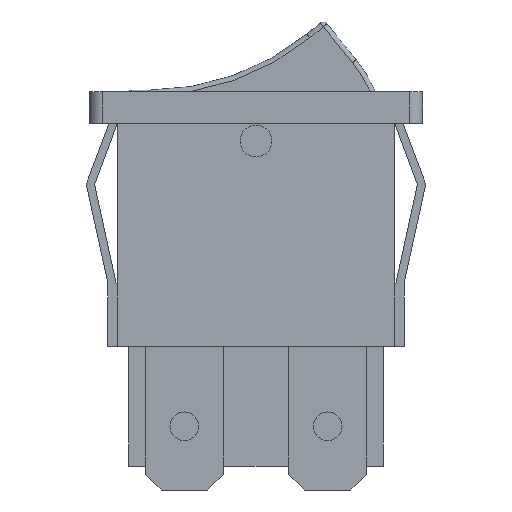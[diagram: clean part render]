
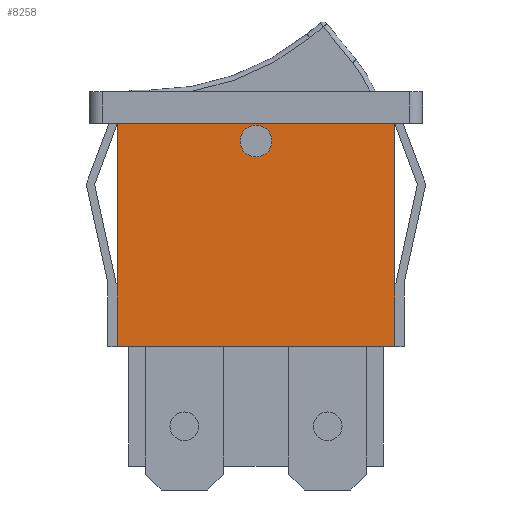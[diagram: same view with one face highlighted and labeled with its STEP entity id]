
A CAD part, front view. The second image highlights one B-rep face of the part: STEP entity #8258.
In plain terms, the highlighted planar face has unit normal (0, -1, 0).
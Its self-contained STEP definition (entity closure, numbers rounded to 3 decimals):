
#5730 = VERTEX_POINT('',#5731);
#5731 = CARTESIAN_POINT('',(-8.7,-6.25,0.));
#5745 = PLANE('',#5746);
#5746 = AXIS2_PLACEMENT_3D('',#5747,#5748,#5749);
#5747 = CARTESIAN_POINT('',(-8.7,6.25,-10.));
#5748 = DIRECTION('',(-1.,0.,0.));
#5749 = DIRECTION('',(0.,0.,1.));
#5773 = PLANE('',#5774);
#5774 = AXIS2_PLACEMENT_3D('',#5775,#5776,#5777);
#5775 = CARTESIAN_POINT('',(0.,0.,0.));
#5776 = DIRECTION('',(-0.,-0.,-1.));
#5777 = DIRECTION('',(-1.,0.,0.));
#5809 = VERTEX_POINT('',#5810);
#5810 = CARTESIAN_POINT('',(8.7,-6.25,0.));
#5847 = PLANE('',#5848);
#5848 = AXIS2_PLACEMENT_3D('',#5849,#5850,#5851);
#5849 = CARTESIAN_POINT('',(8.7,6.25,-10.));
#5850 = DIRECTION('',(-1.,0.,0.));
#5851 = DIRECTION('',(0.,0.,1.));
#7076 = VERTEX_POINT('',#7077);
#7077 = CARTESIAN_POINT('',(8.7,-6.25,-10.));
#7091 = PLANE('',#7092);
#7092 = AXIS2_PLACEMENT_3D('',#7093,#7094,#7095);
#7093 = CARTESIAN_POINT('',(8.7,-2.85,-14.));
#7094 = DIRECTION('',(1.,0.,0.));
#7095 = DIRECTION('',(0.,-1.,0.));
#7103 = EDGE_CURVE('',#7076,#5809,#7104,.T.);
#7104 = SURFACE_CURVE('',#7105,(#7109,#7116),.PCURVE_S1.);
#7105 = LINE('',#7106,#7107);
#7106 = CARTESIAN_POINT('',(8.7,-6.25,-10.));
#7107 = VECTOR('',#7108,1.);
#7108 = DIRECTION('',(0.,0.,1.));
#7109 = PCURVE('',#5847,#7110);
#7110 = DEFINITIONAL_REPRESENTATION('',(#7111),#7115);
#7111 = LINE('',#7112,#7113);
#7112 = CARTESIAN_POINT('',(0.,-12.5));
#7113 = VECTOR('',#7114,1.);
#7114 = DIRECTION('',(1.,0.));
#7115 = ( GEOMETRIC_REPRESENTATION_CONTEXT(2) 
PARAMETRIC_REPRESENTATION_CONTEXT() REPRESENTATION_CONTEXT('2D SPACE',''
  ) );
#7116 = PCURVE('',#7117,#7122);
#7117 = PLANE('',#7118);
#7118 = AXIS2_PLACEMENT_3D('',#7119,#7120,#7121);
#7119 = CARTESIAN_POINT('',(0.,-6.25,-6.22));
#7120 = DIRECTION('',(0.,1.,0.));
#7121 = DIRECTION('',(0.,0.,1.));
#7122 = DEFINITIONAL_REPRESENTATION('',(#7123),#7127);
#7123 = LINE('',#7124,#7125);
#7124 = CARTESIAN_POINT('',(-3.78,8.7));
#7125 = VECTOR('',#7126,1.);
#7126 = DIRECTION('',(1.,0.));
#7127 = ( GEOMETRIC_REPRESENTATION_CONTEXT(2) 
PARAMETRIC_REPRESENTATION_CONTEXT() REPRESENTATION_CONTEXT('2D SPACE',''
  ) );
#7134 = EDGE_CURVE('',#5730,#5809,#7135,.T.);
#7135 = SURFACE_CURVE('',#7136,(#7140,#7147),.PCURVE_S1.);
#7136 = LINE('',#7137,#7138);
#7137 = CARTESIAN_POINT('',(-8.7,-6.25,0.));
#7138 = VECTOR('',#7139,1.);
#7139 = DIRECTION('',(1.,0.,0.));
#7140 = PCURVE('',#5773,#7141);
#7141 = DEFINITIONAL_REPRESENTATION('',(#7142),#7146);
#7142 = LINE('',#7143,#7144);
#7143 = CARTESIAN_POINT('',(8.7,-6.25));
#7144 = VECTOR('',#7145,1.);
#7145 = DIRECTION('',(-1.,0.));
#7146 = ( GEOMETRIC_REPRESENTATION_CONTEXT(2) 
PARAMETRIC_REPRESENTATION_CONTEXT() REPRESENTATION_CONTEXT('2D SPACE',''
  ) );
#7147 = PCURVE('',#7117,#7148);
#7148 = DEFINITIONAL_REPRESENTATION('',(#7149),#7153);
#7149 = LINE('',#7150,#7151);
#7150 = CARTESIAN_POINT('',(6.22,-8.7));
#7151 = VECTOR('',#7152,1.);
#7152 = DIRECTION('',(0.,1.));
#7153 = ( GEOMETRIC_REPRESENTATION_CONTEXT(2) 
PARAMETRIC_REPRESENTATION_CONTEXT() REPRESENTATION_CONTEXT('2D SPACE',''
  ) );
#7189 = VERTEX_POINT('',#7190);
#7190 = CARTESIAN_POINT('',(-8.7,-6.25,-10.));
#7204 = PLANE('',#7205);
#7205 = AXIS2_PLACEMENT_3D('',#7206,#7207,#7208);
#7206 = CARTESIAN_POINT('',(-8.7,-6.5,-14.));
#7207 = DIRECTION('',(-1.,0.,0.));
#7208 = DIRECTION('',(0.,1.,0.));
#7216 = EDGE_CURVE('',#7189,#5730,#7217,.T.);
#7217 = SURFACE_CURVE('',#7218,(#7222,#7229),.PCURVE_S1.);
#7218 = LINE('',#7219,#7220);
#7219 = CARTESIAN_POINT('',(-8.7,-6.25,-10.));
#7220 = VECTOR('',#7221,1.);
#7221 = DIRECTION('',(0.,0.,1.));
#7222 = PCURVE('',#5745,#7223);
#7223 = DEFINITIONAL_REPRESENTATION('',(#7224),#7228);
#7224 = LINE('',#7225,#7226);
#7225 = CARTESIAN_POINT('',(0.,-12.5));
#7226 = VECTOR('',#7227,1.);
#7227 = DIRECTION('',(1.,0.));
#7228 = ( GEOMETRIC_REPRESENTATION_CONTEXT(2) 
PARAMETRIC_REPRESENTATION_CONTEXT() REPRESENTATION_CONTEXT('2D SPACE',''
  ) );
#7229 = PCURVE('',#7117,#7230);
#7230 = DEFINITIONAL_REPRESENTATION('',(#7231),#7235);
#7231 = LINE('',#7232,#7233);
#7232 = CARTESIAN_POINT('',(-3.78,-8.7));
#7233 = VECTOR('',#7234,1.);
#7234 = DIRECTION('',(1.,0.));
#7235 = ( GEOMETRIC_REPRESENTATION_CONTEXT(2) 
PARAMETRIC_REPRESENTATION_CONTEXT() REPRESENTATION_CONTEXT('2D SPACE',''
  ) );
#7881 = CYLINDRICAL_SURFACE('',#7882,1.);
#7882 = AXIS2_PLACEMENT_3D('',#7883,#7884,#7885);
#7883 = CARTESIAN_POINT('',(0.,6.25,-1.1));
#7884 = DIRECTION('',(0.,1.,0.));
#7885 = DIRECTION('',(1.,0.,0.));
#8017 = PLANE('',#8018);
#8018 = AXIS2_PLACEMENT_3D('',#8019,#8020,#8021);
#8019 = CARTESIAN_POINT('',(9.3,6.25,-14.));
#8020 = DIRECTION('',(-0.,0.,-1.));
#8021 = DIRECTION('',(-1.,0.,0.));
#8258 = ADVANCED_FACE('',(#8259,#8331),#7117,.F.);
#8259 = FACE_BOUND('',#8260,.F.);
#8260 = EDGE_LOOP('',(#8261,#8284,#8307,#8328,#8329,#8330));
#8261 = ORIENTED_EDGE('',*,*,#8262,.T.);
#8262 = EDGE_CURVE('',#7076,#8263,#8265,.T.);
#8263 = VERTEX_POINT('',#8264);
#8264 = CARTESIAN_POINT('',(8.7,-6.25,-14.));
#8265 = SURFACE_CURVE('',#8266,(#8270,#8277),.PCURVE_S1.);
#8266 = LINE('',#8267,#8268);
#8267 = CARTESIAN_POINT('',(8.7,-6.25,-10.11));
#8268 = VECTOR('',#8269,1.);
#8269 = DIRECTION('',(0.,0.,-1.));
#8270 = PCURVE('',#7117,#8271);
#8271 = DEFINITIONAL_REPRESENTATION('',(#8272),#8276);
#8272 = LINE('',#8273,#8274);
#8273 = CARTESIAN_POINT('',(-3.89,8.7));
#8274 = VECTOR('',#8275,1.);
#8275 = DIRECTION('',(-1.,0.));
#8276 = ( GEOMETRIC_REPRESENTATION_CONTEXT(2) 
PARAMETRIC_REPRESENTATION_CONTEXT() REPRESENTATION_CONTEXT('2D SPACE',''
  ) );
#8277 = PCURVE('',#7091,#8278);
#8278 = DEFINITIONAL_REPRESENTATION('',(#8279),#8283);
#8279 = LINE('',#8280,#8281);
#8280 = CARTESIAN_POINT('',(3.4,-3.89));
#8281 = VECTOR('',#8282,1.);
#8282 = DIRECTION('',(0.,1.));
#8283 = ( GEOMETRIC_REPRESENTATION_CONTEXT(2) 
PARAMETRIC_REPRESENTATION_CONTEXT() REPRESENTATION_CONTEXT('2D SPACE',''
  ) );
#8284 = ORIENTED_EDGE('',*,*,#8285,.T.);
#8285 = EDGE_CURVE('',#8263,#8286,#8288,.T.);
#8286 = VERTEX_POINT('',#8287);
#8287 = CARTESIAN_POINT('',(-8.7,-6.25,-14.));
#8288 = SURFACE_CURVE('',#8289,(#8293,#8300),.PCURVE_S1.);
#8289 = LINE('',#8290,#8291);
#8290 = CARTESIAN_POINT('',(9.3,-6.25,-14.));
#8291 = VECTOR('',#8292,1.);
#8292 = DIRECTION('',(-1.,0.,0.));
#8293 = PCURVE('',#7117,#8294);
#8294 = DEFINITIONAL_REPRESENTATION('',(#8295),#8299);
#8295 = LINE('',#8296,#8297);
#8296 = CARTESIAN_POINT('',(-7.78,9.3));
#8297 = VECTOR('',#8298,1.);
#8298 = DIRECTION('',(0.,-1.));
#8299 = ( GEOMETRIC_REPRESENTATION_CONTEXT(2) 
PARAMETRIC_REPRESENTATION_CONTEXT() REPRESENTATION_CONTEXT('2D SPACE',''
  ) );
#8300 = PCURVE('',#8017,#8301);
#8301 = DEFINITIONAL_REPRESENTATION('',(#8302),#8306);
#8302 = LINE('',#8303,#8304);
#8303 = CARTESIAN_POINT('',(0.,-12.5));
#8304 = VECTOR('',#8305,1.);
#8305 = DIRECTION('',(1.,0.));
#8306 = ( GEOMETRIC_REPRESENTATION_CONTEXT(2) 
PARAMETRIC_REPRESENTATION_CONTEXT() REPRESENTATION_CONTEXT('2D SPACE',''
  ) );
#8307 = ORIENTED_EDGE('',*,*,#8308,.T.);
#8308 = EDGE_CURVE('',#8286,#7189,#8309,.T.);
#8309 = SURFACE_CURVE('',#8310,(#8314,#8321),.PCURVE_S1.);
#8310 = LINE('',#8311,#8312);
#8311 = CARTESIAN_POINT('',(-8.7,-6.25,-10.11));
#8312 = VECTOR('',#8313,1.);
#8313 = DIRECTION('',(0.,0.,1.));
#8314 = PCURVE('',#7117,#8315);
#8315 = DEFINITIONAL_REPRESENTATION('',(#8316),#8320);
#8316 = LINE('',#8317,#8318);
#8317 = CARTESIAN_POINT('',(-3.89,-8.7));
#8318 = VECTOR('',#8319,1.);
#8319 = DIRECTION('',(1.,0.));
#8320 = ( GEOMETRIC_REPRESENTATION_CONTEXT(2) 
PARAMETRIC_REPRESENTATION_CONTEXT() REPRESENTATION_CONTEXT('2D SPACE',''
  ) );
#8321 = PCURVE('',#7204,#8322);
#8322 = DEFINITIONAL_REPRESENTATION('',(#8323),#8327);
#8323 = LINE('',#8324,#8325);
#8324 = CARTESIAN_POINT('',(0.25,-3.89));
#8325 = VECTOR('',#8326,1.);
#8326 = DIRECTION('',(0.,-1.));
#8327 = ( GEOMETRIC_REPRESENTATION_CONTEXT(2) 
PARAMETRIC_REPRESENTATION_CONTEXT() REPRESENTATION_CONTEXT('2D SPACE',''
  ) );
#8328 = ORIENTED_EDGE('',*,*,#7216,.T.);
#8329 = ORIENTED_EDGE('',*,*,#7134,.T.);
#8330 = ORIENTED_EDGE('',*,*,#7103,.F.);
#8331 = FACE_BOUND('',#8332,.F.);
#8332 = EDGE_LOOP('',(#8333));
#8333 = ORIENTED_EDGE('',*,*,#8334,.T.);
#8334 = EDGE_CURVE('',#8335,#8335,#8337,.T.);
#8335 = VERTEX_POINT('',#8336);
#8336 = CARTESIAN_POINT('',(1.,-6.25,-1.1));
#8337 = SURFACE_CURVE('',#8338,(#8343,#8354),.PCURVE_S1.);
#8338 = CIRCLE('',#8339,1.);
#8339 = AXIS2_PLACEMENT_3D('',#8340,#8341,#8342);
#8340 = CARTESIAN_POINT('',(0.,-6.25,-1.1));
#8341 = DIRECTION('',(0.,-1.,0.));
#8342 = DIRECTION('',(1.,0.,0.));
#8343 = PCURVE('',#7117,#8344);
#8344 = DEFINITIONAL_REPRESENTATION('',(#8345),#8353);
#8345 = ( BOUNDED_CURVE() B_SPLINE_CURVE(2,(#8346,#8347,#8348,#8349,
#8350,#8351,#8352),.UNSPECIFIED.,.T.,.F.) B_SPLINE_CURVE_WITH_KNOTS((1,2
    ,2,2,2,1),(-2.094,0.,2.094,4.189,
6.283,8.378),.UNSPECIFIED.) CURVE() 
GEOMETRIC_REPRESENTATION_ITEM() RATIONAL_B_SPLINE_CURVE((1.,0.5,1.,0.5,
1.,0.5,1.)) REPRESENTATION_ITEM('') );
#8346 = CARTESIAN_POINT('',(5.12,1.));
#8347 = CARTESIAN_POINT('',(6.852,1.));
#8348 = CARTESIAN_POINT('',(5.986,-0.5));
#8349 = CARTESIAN_POINT('',(5.12,-2.));
#8350 = CARTESIAN_POINT('',(4.254,-0.5));
#8351 = CARTESIAN_POINT('',(3.388,1.));
#8352 = CARTESIAN_POINT('',(5.12,1.));
#8353 = ( GEOMETRIC_REPRESENTATION_CONTEXT(2) 
PARAMETRIC_REPRESENTATION_CONTEXT() REPRESENTATION_CONTEXT('2D SPACE',''
  ) );
#8354 = PCURVE('',#7881,#8355);
#8355 = DEFINITIONAL_REPRESENTATION('',(#8356),#8360);
#8356 = LINE('',#8357,#8358);
#8357 = CARTESIAN_POINT('',(-0.,-12.5));
#8358 = VECTOR('',#8359,1.);
#8359 = DIRECTION('',(-1.,0.));
#8360 = ( GEOMETRIC_REPRESENTATION_CONTEXT(2) 
PARAMETRIC_REPRESENTATION_CONTEXT() REPRESENTATION_CONTEXT('2D SPACE',''
  ) );
